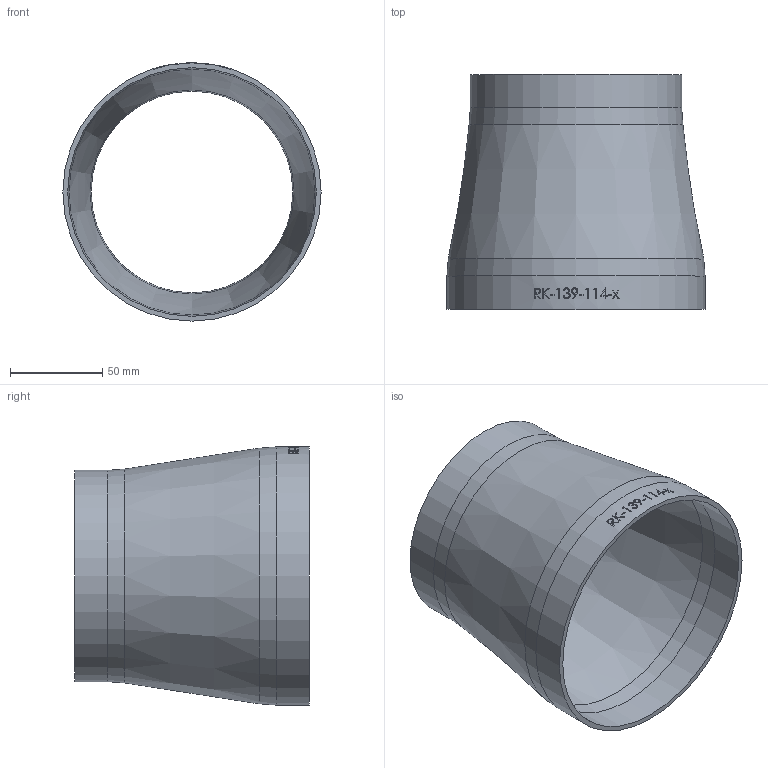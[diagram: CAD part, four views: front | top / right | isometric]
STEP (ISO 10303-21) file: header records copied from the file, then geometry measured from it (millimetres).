
FILE_DESCRIPTION (( 'STEP AP214' ), '1' );
FILE_NAME ('RK-139-114-x Reduzierung 139,7x114,3x2,6x2,6 BL127 1909.STEP', '2019-09-16T11:56:02', ( '' ), ( '' ), 'SwSTEP 2.0', 'SolidWorks 2016', '' );
FILE_SCHEMA (( 'AUTOMOTIVE_DESIGN' ));
Length unit declared in the file: millimetre
Products named in the file (1): RK-139-114-x Reduzierung 139,7x114,3x2,6x2,6 BL127 1909
Bounding box: 139.7 x 127 x 139.7 mm (x, y, z)
Volume: 130016.3 mm3; surface area: 102030.8 mm2
Topology: 1 solids, 1 shells, 138 faces, 355 edges, 234 vertices
Faces by surface type: plane 62, bspline 51, cylinder 19, torus 4, cone 2
Full cylindrical faces by diameter (mm): 109.1 x1, 114.3 x1, 134.5 x1, 139.7 x1
Entity records: 10841 total; most frequent: CARTESIAN_POINT 6534, ORIENTED_EDGE 690, DIRECTION 434, EDGE_CURVE 345, VERTEX_POINT 234, AXIS2_PLACEMENT_3D 172, B_SPLINE_CURVE_WITH_KNOTS 171, EDGE_LOOP 165
